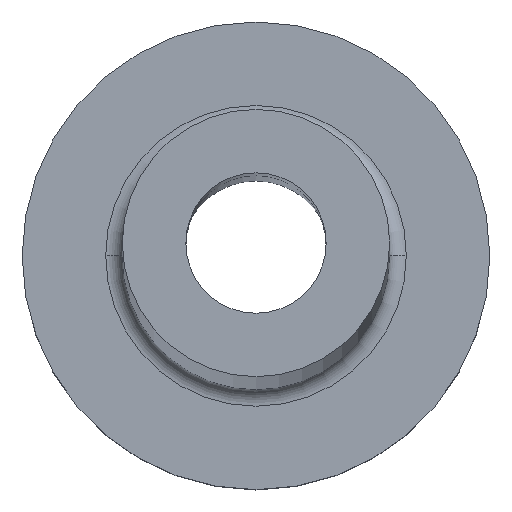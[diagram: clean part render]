
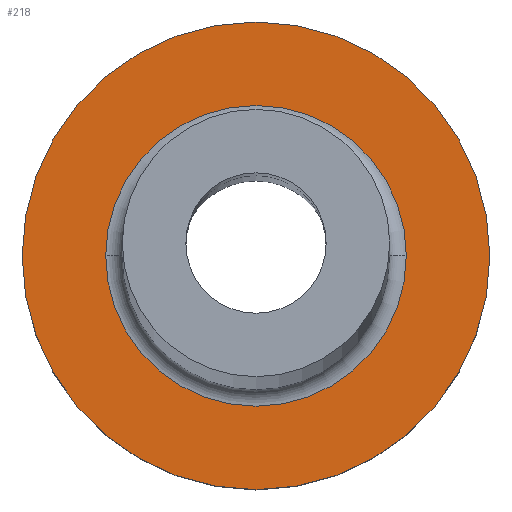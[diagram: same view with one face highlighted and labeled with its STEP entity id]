
A CAD part, top view. The second image highlights one B-rep face of the part: STEP entity #218.
In plain terms, the highlighted planar face has unit normal (0, 0, 1).
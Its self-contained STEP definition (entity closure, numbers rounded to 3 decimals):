
#18 = EDGE_CURVE ( 'NONE', #376, #349, #220, .T. ) ;
#22 = DIRECTION ( 'NONE',  ( 0., 0., 1. ) ) ;
#31 = ORIENTED_EDGE ( 'NONE', *, *, #18, .T. ) ;
#33 = DIRECTION ( 'NONE',  ( 1., 0., 0. ) ) ;
#57 = CARTESIAN_POINT ( 'NONE',  ( -4.5, 0., 5. ) ) ;
#60 = CARTESIAN_POINT ( 'NONE',  ( 0., 0., 5. ) ) ;
#66 = AXIS2_PLACEMENT_3D ( 'NONE', #70, #379, #239 ) ;
#70 = CARTESIAN_POINT ( 'NONE',  ( 0., 0., 5. ) ) ;
#72 = AXIS2_PLACEMENT_3D ( 'NONE', #202, #276, #33 ) ;
#79 = CIRCLE ( 'NONE', #72, 4.5 ) ;
#96 = EDGE_LOOP ( 'NONE', ( #31, #205 ) ) ;
#123 = ORIENTED_EDGE ( 'NONE', *, *, #414, .T. ) ;
#124 = DIRECTION ( 'NONE',  ( 1., 0., 0. ) ) ;
#130 = FACE_OUTER_BOUND ( 'NONE', #165, .T. ) ;
#133 = CARTESIAN_POINT ( 'NONE',  ( 4.5, 0., 5. ) ) ;
#141 = FACE_BOUND ( 'NONE', #96, .T. ) ;
#142 = AXIS2_PLACEMENT_3D ( 'NONE', #60, #411, #307 ) ;
#165 = EDGE_LOOP ( 'NONE', ( #123, #393 ) ) ;
#202 = CARTESIAN_POINT ( 'NONE',  ( 0., 0., 5. ) ) ;
#205 = ORIENTED_EDGE ( 'NONE', *, *, #237, .T. ) ;
#212 = AXIS2_PLACEMENT_3D ( 'NONE', #438, #22, #124 ) ;
#218 = ADVANCED_FACE ( 'NONE', ( #141, #130 ), #370, .T. ) ;
#220 = CIRCLE ( 'NONE', #274, 4.5 ) ;
#237 = EDGE_CURVE ( 'NONE', #349, #376, #79, .T. ) ;
#239 = DIRECTION ( 'NONE',  ( 1., 0., 0. ) ) ;
#251 = CARTESIAN_POINT ( 'NONE',  ( 7., 0., 5. ) ) ;
#274 = AXIS2_PLACEMENT_3D ( 'NONE', #384, #288, #419 ) ;
#276 = DIRECTION ( 'NONE',  ( 0., 0., -1. ) ) ;
#288 = DIRECTION ( 'NONE',  ( 0., 0., -1. ) ) ;
#295 = VERTEX_POINT ( 'NONE', #251 ) ;
#307 = DIRECTION ( 'NONE',  ( 1., 0., 0. ) ) ;
#310 = CARTESIAN_POINT ( 'NONE',  ( -7., 0., 5. ) ) ;
#326 = CIRCLE ( 'NONE', #142, 7. ) ;
#342 = EDGE_CURVE ( 'NONE', #295, #404, #326, .T. ) ;
#349 = VERTEX_POINT ( 'NONE', #57 ) ;
#370 = PLANE ( 'NONE',  #66 ) ;
#376 = VERTEX_POINT ( 'NONE', #133 ) ;
#379 = DIRECTION ( 'NONE',  ( 0., 0., 1. ) ) ;
#384 = CARTESIAN_POINT ( 'NONE',  ( 0., 0., 5. ) ) ;
#393 = ORIENTED_EDGE ( 'NONE', *, *, #342, .T. ) ;
#404 = VERTEX_POINT ( 'NONE', #310 ) ;
#411 = DIRECTION ( 'NONE',  ( 0., 0., 1. ) ) ;
#412 = CIRCLE ( 'NONE', #212, 7. ) ;
#414 = EDGE_CURVE ( 'NONE', #404, #295, #412, .T. ) ;
#419 = DIRECTION ( 'NONE',  ( 1., 0., 0. ) ) ;
#438 = CARTESIAN_POINT ( 'NONE',  ( 0., 0., 5. ) ) ;
